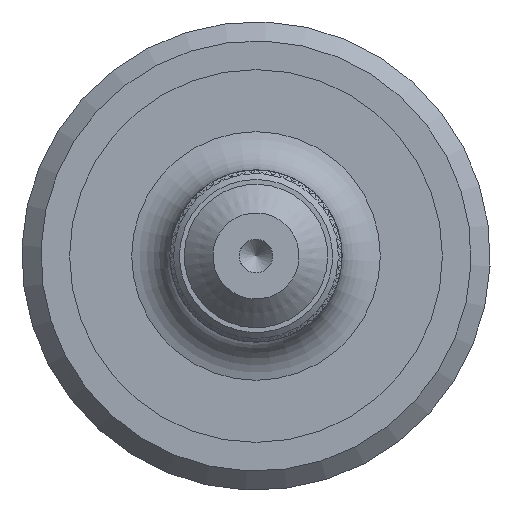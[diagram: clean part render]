
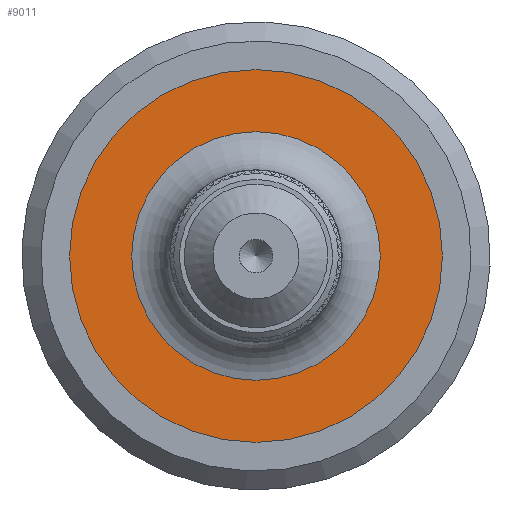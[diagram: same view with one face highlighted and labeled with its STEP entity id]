
A CAD part, left-side view. The second image highlights one B-rep face of the part: STEP entity #9011.
In plain terms, the highlighted planar face has unit normal (-1, 0, 0).
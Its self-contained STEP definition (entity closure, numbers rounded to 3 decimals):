
#9011 = ADVANCED_FACE( '', ( #21788, #21789 ), #21790, .T. );
#21788 = FACE_BOUND( '', #87941, .T. );
#21789 = FACE_OUTER_BOUND( '', #87942, .T. );
#21790 = PLANE( '', #87943 );
#87941 = EDGE_LOOP( '', ( #213780 ) );
#87942 = EDGE_LOOP( '', ( #213781 ) );
#87943 = AXIS2_PLACEMENT_3D( '', #213782, #213783, #213784 );
#213780 = ORIENTED_EDGE( '', *, *, #243580, .T. );
#213781 = ORIENTED_EDGE( '', *, *, #243345, .T. );
#213782 = CARTESIAN_POINT( '', ( -32.72, 0., 0. ) );
#213783 = DIRECTION( '', ( -1., 0., 0. ) );
#213784 = DIRECTION( '', ( 0., 0., 1. ) );
#243345 = EDGE_CURVE( '', #264111, #264111, #264112, .T. );
#243580 = EDGE_CURVE( '', #264438, #264438, #264439, .F. );
#264111 = VERTEX_POINT( '', #333942 );
#264112 = CIRCLE( '', #333943, 1.95 );
#264438 = VERTEX_POINT( '', #335637 );
#264439 = CIRCLE( '', #335638, 1.3 );
#333942 = CARTESIAN_POINT( '', ( -32.72, 0., -1.95 ) );
#333943 = AXIS2_PLACEMENT_3D( '', #390112, #390113, #390114 );
#335637 = CARTESIAN_POINT( '', ( -32.72, 0., 1.3 ) );
#335638 = AXIS2_PLACEMENT_3D( '', #390153, #390154, #390155 );
#390112 = CARTESIAN_POINT( '', ( -32.72, 0., 0. ) );
#390113 = DIRECTION( '', ( -1., 0., 0. ) );
#390114 = DIRECTION( '', ( 0., 0., -1. ) );
#390153 = CARTESIAN_POINT( '', ( -32.72, 0., 0. ) );
#390154 = DIRECTION( '', ( -1., 0., 0. ) );
#390155 = DIRECTION( '', ( 0., 0., 1. ) );
